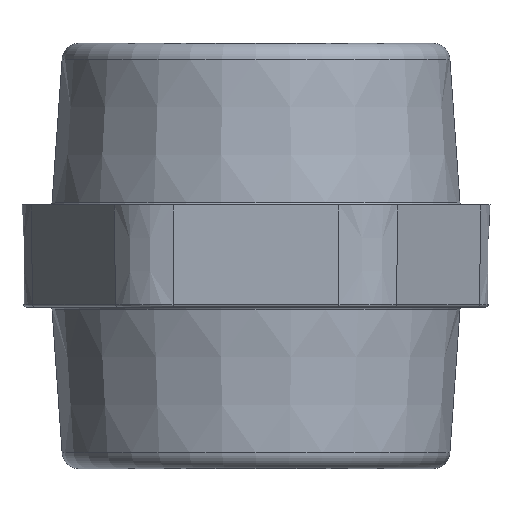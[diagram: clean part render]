
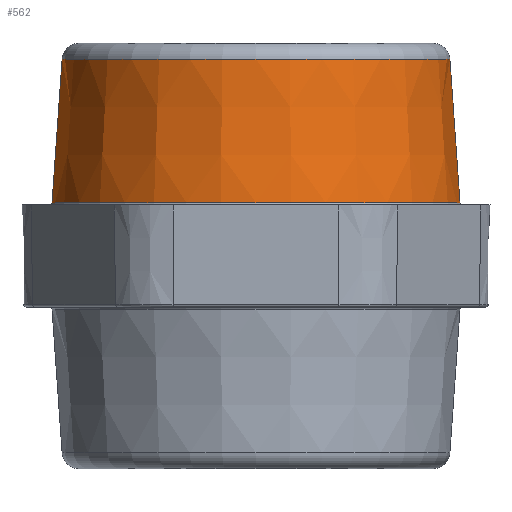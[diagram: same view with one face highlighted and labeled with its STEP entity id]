
A CAD part, front view. The second image highlights one B-rep face of the part: STEP entity #562.
In plain terms, the highlighted conical face has half-angle 4 degrees and reference radius 23.391 mm.
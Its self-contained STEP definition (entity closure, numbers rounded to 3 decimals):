
#562 = ADVANCED_FACE ( 'NONE', ( #37999 ), #56774, .T. ) ;
#1974 = LINE ( 'NONE', #2290, #51720 ) ;
#2290 = CARTESIAN_POINT ( 'NONE',  ( -23.98, 0., 12.279 ) ) ;
#3706 = DIRECTION ( 'NONE',  ( 1., 0., 0. ) ) ;
#4527 = AXIS2_PLACEMENT_3D ( 'NONE', #19525, #39666, #3706 ) ;
#6372 = EDGE_LOOP ( 'NONE', ( #32204, #10436, #32231, #34465 ) ) ;
#7127 = CIRCLE ( 'NONE', #58712, 22.801 ) ;
#7167 = DIRECTION ( 'NONE',  ( -1., 0., 0. ) ) ;
#7894 = DIRECTION ( 'NONE',  ( 0.07, 0., 0.998 ) ) ;
#9661 = VECTOR ( 'NONE', #39456, 1000. ) ;
#10436 = ORIENTED_EDGE ( 'NONE', *, *, #44318, .F. ) ;
#11259 = EDGE_CURVE ( 'NONE', #20583, #25577, #25599, .T. ) ;
#19525 = CARTESIAN_POINT ( 'NONE',  ( 0., 0., 12.279 ) ) ;
#20583 = VERTEX_POINT ( 'NONE', #22325 ) ;
#22325 = CARTESIAN_POINT ( 'NONE',  ( 23.98, 0., 12.279 ) ) ;
#25577 = VERTEX_POINT ( 'NONE', #59528 ) ;
#25599 = CIRCLE ( 'NONE', #4527, 23.98 ) ;
#28396 = DIRECTION ( 'NONE',  ( 1., 0., 0. ) ) ;
#28835 = EDGE_CURVE ( 'NONE', #25577, #56081, #1974, .T. ) ;
#29340 = AXIS2_PLACEMENT_3D ( 'NONE', #48511, #62427, #28396 ) ;
#31229 = CARTESIAN_POINT ( 'NONE',  ( -22.801, 0., 29.14 ) ) ;
#31557 = CARTESIAN_POINT ( 'NONE',  ( 0., 0., 29.14 ) ) ;
#32204 = ORIENTED_EDGE ( 'NONE', *, *, #57502, .T. ) ;
#32231 = ORIENTED_EDGE ( 'NONE', *, *, #28835, .F. ) ;
#34465 = ORIENTED_EDGE ( 'NONE', *, *, #11259, .F. ) ;
#34483 = LINE ( 'NONE', #54284, #9661 ) ;
#36846 = DIRECTION ( 'NONE',  ( 0., 0., 1. ) ) ;
#37999 = FACE_OUTER_BOUND ( 'NONE', #6372, .T. ) ;
#39456 = DIRECTION ( 'NONE',  ( -0.07, 0., 0.998 ) ) ;
#39666 = DIRECTION ( 'NONE',  ( 0., 0., -1. ) ) ;
#44318 = EDGE_CURVE ( 'NONE', #56081, #57294, #7127, .T. ) ;
#48511 = CARTESIAN_POINT ( 'NONE',  ( 0., 0., 20.709 ) ) ;
#51720 = VECTOR ( 'NONE', #7894, 1000. ) ;
#54284 = CARTESIAN_POINT ( 'NONE',  ( 23.98, 0., 12.279 ) ) ;
#56081 = VERTEX_POINT ( 'NONE', #31229 ) ;
#56774 = CONICAL_SURFACE ( 'NONE', #29340, 23.391, 0.07 ) ;
#57294 = VERTEX_POINT ( 'NONE', #62590 ) ;
#57502 = EDGE_CURVE ( 'NONE', #20583, #57294, #34483, .T. ) ;
#58712 = AXIS2_PLACEMENT_3D ( 'NONE', #31557, #36846, #7167 ) ;
#59528 = CARTESIAN_POINT ( 'NONE',  ( -23.98, 0., 12.279 ) ) ;
#62427 = DIRECTION ( 'NONE',  ( 0., 0., -1. ) ) ;
#62590 = CARTESIAN_POINT ( 'NONE',  ( 22.801, 0., 29.14 ) ) ;
